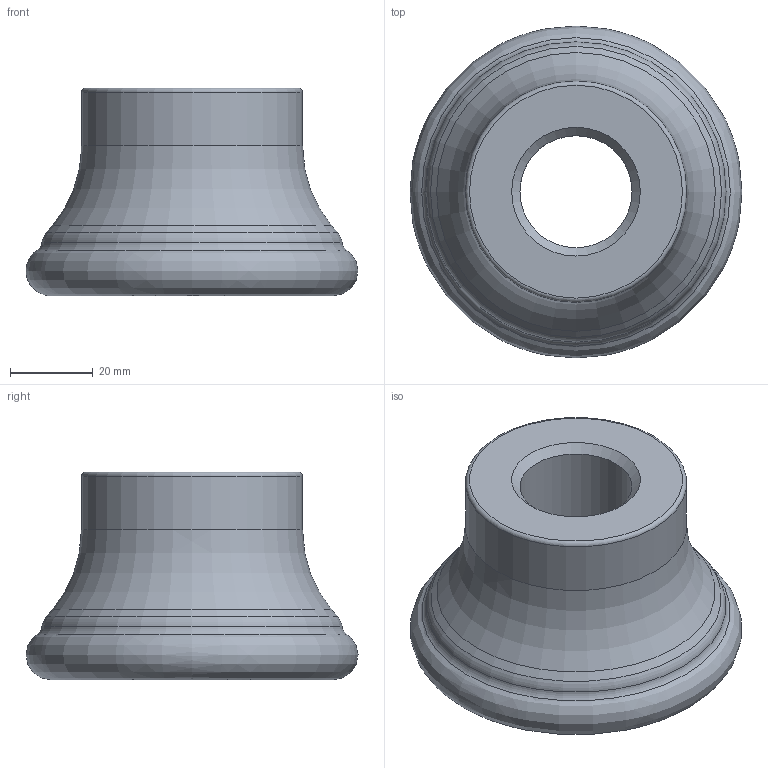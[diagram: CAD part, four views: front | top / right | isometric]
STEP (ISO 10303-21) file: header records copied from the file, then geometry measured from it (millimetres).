
FILE_DESCRIPTION(/* description */ (''),/* implementation_level */ '2;1');
FILE_NAME(/* name */ '1539333901529.stp',/* time_stamp */ '2018-10-12T14:15:20+06:00',/* author */ (''),/* organization */ ('SMS'),/* preprocessor_version */ 'ST-DEVELOPER v15',/* originating_system */ 'SIEMENS PLM Software NX 8.5',/* authorisation */ '');
FILE_SCHEMA (('AUTOMOTIVE_DESIGN { 1 0 10303 214 3 1 1 1 }'));
Length unit declared in the file: millimetre
Products named in the file (4): ASSEMBLY_CONSTRUCTION; 201854018mod000_00; 201905184mod000_00; 201905183mod000_00
Assembly tree (3 placements, depth 2):
  201905183mod000_00
    201905184mod000_00
    201854018mod000_00
    ASSEMBLY_CONSTRUCTION
Bounding box: 79.99 x 80 x 50.01 mm (x, y, z)
Volume: 121805 mm3; surface area: 27808.8 mm2
Topology: 2 solids, 2 shells, 27 faces, 53 edges, 40 vertices
Faces by surface type: torus 12, cone 9, cylinder 3, plane 2, bspline 1
Full cylindrical faces by diameter (mm): 27.011 x1, 38 x1, 53.3 x1
Entity records: 2903 total; most frequent: CARTESIAN_POINT 2206, DIRECTION 134, AXIS2_PLACEMENT_3D 67, FACE_BOUND 53, EDGE_LOOP 52, ORIENTED_EDGE 52, ADVANCED_FACE 27, VERTEX_POINT 27
